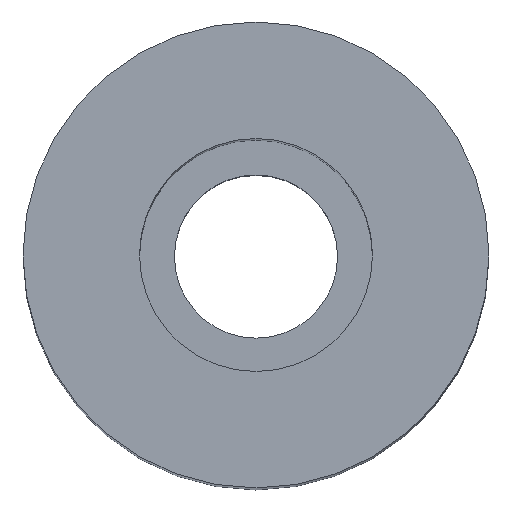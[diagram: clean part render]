
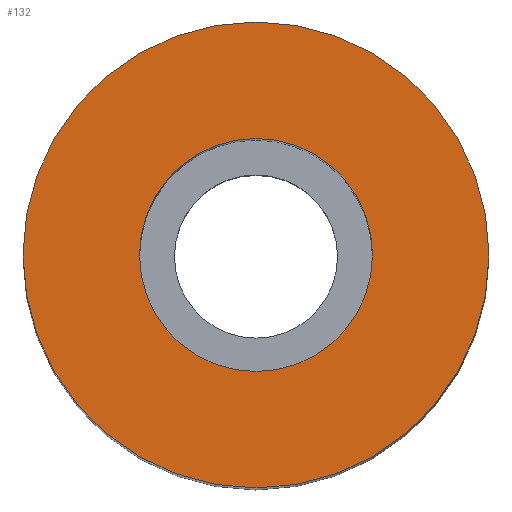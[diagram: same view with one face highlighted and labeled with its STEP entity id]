
A CAD part, top view. The second image highlights one B-rep face of the part: STEP entity #132.
In plain terms, the highlighted planar face has unit normal (0, 0, 1).
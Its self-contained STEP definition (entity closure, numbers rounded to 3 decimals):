
#1 = DIRECTION ( 'NONE',  ( 1., 0., 0. ) ) ;
#17 = AXIS2_PLACEMENT_3D ( 'NONE', #105, #84, #62 ) ;
#18 = EDGE_LOOP ( 'NONE', ( #72, #135 ) ) ;
#24 = VERTEX_POINT ( 'NONE', #109 ) ;
#38 = DIRECTION ( 'NONE',  ( 0., 0., 1. ) ) ;
#39 = AXIS2_PLACEMENT_3D ( 'NONE', #177, #48, #302 ) ;
#48 = DIRECTION ( 'NONE',  ( 0., 0., 1. ) ) ;
#54 = EDGE_LOOP ( 'NONE', ( #273, #198 ) ) ;
#59 = CARTESIAN_POINT ( 'NONE',  ( -10., 0., 100. ) ) ;
#62 = DIRECTION ( 'NONE',  ( 1., 0., 0. ) ) ;
#64 = EDGE_CURVE ( 'NONE', #101, #75, #151, .T. ) ;
#68 = EDGE_CURVE ( 'NONE', #24, #244, #258, .T. ) ;
#72 = ORIENTED_EDGE ( 'NONE', *, *, #64, .F. ) ;
#75 = VERTEX_POINT ( 'NONE', #59 ) ;
#81 = CIRCLE ( 'NONE', #39, 20. ) ;
#84 = DIRECTION ( 'NONE',  ( 0., 0., 1. ) ) ;
#86 = DIRECTION ( 'NONE',  ( 0., 0., -1. ) ) ;
#101 = VERTEX_POINT ( 'NONE', #104 ) ;
#104 = CARTESIAN_POINT ( 'NONE',  ( 10., 0., 100. ) ) ;
#105 = CARTESIAN_POINT ( 'NONE',  ( 0., 0., 100. ) ) ;
#108 = AXIS2_PLACEMENT_3D ( 'NONE', #188, #86, #242 ) ;
#109 = CARTESIAN_POINT ( 'NONE',  ( -20., 0., 100. ) ) ;
#117 = CARTESIAN_POINT ( 'NONE',  ( 0., 0., 100. ) ) ;
#129 = CARTESIAN_POINT ( 'NONE',  ( 0., 0., 100. ) ) ;
#132 = ADVANCED_FACE ( 'NONE', ( #314, #313 ), #317, .F. ) ;
#135 = ORIENTED_EDGE ( 'NONE', *, *, #205, .F. ) ;
#143 = CIRCLE ( 'NONE', #255, 10. ) ;
#151 = CIRCLE ( 'NONE', #318, 10. ) ;
#177 = CARTESIAN_POINT ( 'NONE',  ( 0., 0., 100. ) ) ;
#188 = CARTESIAN_POINT ( 'NONE',  ( 20., 0., 100. ) ) ;
#198 = ORIENTED_EDGE ( 'NONE', *, *, #68, .T. ) ;
#205 = EDGE_CURVE ( 'NONE', #75, #101, #143, .T. ) ;
#242 = DIRECTION ( 'NONE',  ( -1., 0., 0. ) ) ;
#244 = VERTEX_POINT ( 'NONE', #250 ) ;
#250 = CARTESIAN_POINT ( 'NONE',  ( 20., 0., 100. ) ) ;
#255 = AXIS2_PLACEMENT_3D ( 'NONE', #117, #288, #261 ) ;
#258 = CIRCLE ( 'NONE', #17, 20. ) ;
#261 = DIRECTION ( 'NONE',  ( 1., 0., 0. ) ) ;
#273 = ORIENTED_EDGE ( 'NONE', *, *, #324, .T. ) ;
#288 = DIRECTION ( 'NONE',  ( 0., 0., 1. ) ) ;
#302 = DIRECTION ( 'NONE',  ( 1., 0., 0. ) ) ;
#313 = FACE_OUTER_BOUND ( 'NONE', #54, .T. ) ;
#314 = FACE_BOUND ( 'NONE', #18, .T. ) ;
#317 = PLANE ( 'NONE',  #108 ) ;
#318 = AXIS2_PLACEMENT_3D ( 'NONE', #129, #38, #1 ) ;
#324 = EDGE_CURVE ( 'NONE', #244, #24, #81, .T. ) ;
